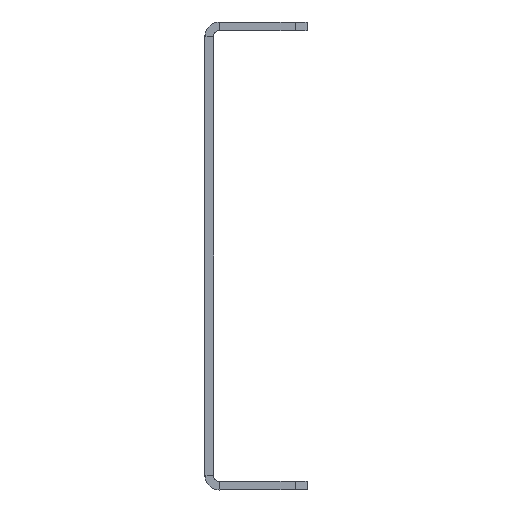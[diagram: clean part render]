
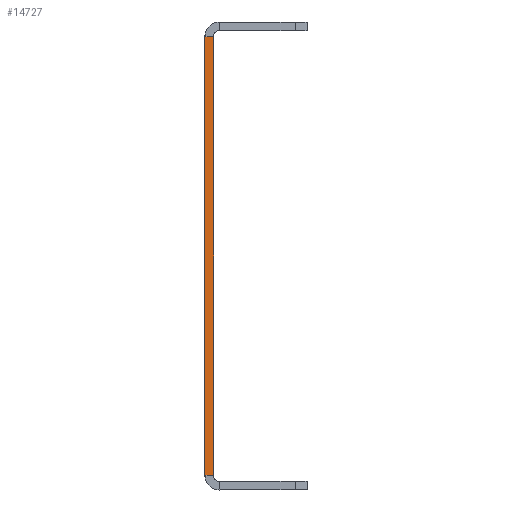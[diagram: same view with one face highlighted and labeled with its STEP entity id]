
A CAD part, left-side view. The second image highlights one B-rep face of the part: STEP entity #14727.
In plain terms, the highlighted planar face has unit normal (-1, 0, 0).
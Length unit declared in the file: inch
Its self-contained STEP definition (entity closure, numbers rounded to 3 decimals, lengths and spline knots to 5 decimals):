
#745=FACE_OUTER_BOUND('',#1633,.T.);
#1633=EDGE_LOOP('',(#11592,#11593,#11594,#11595));
#2392=LINE('',#21877,#3906);
#2765=LINE('',#23361,#4279);
#3017=LINE('',#24413,#4531);
#3068=LINE('',#24516,#4582);
#3906=VECTOR('',#17190,2.344);
#4279=VECTOR('',#18273,2.344);
#4531=VECTOR('',#19007,0.046);
#4582=VECTOR('',#19112,0.046);
#6282=VERTEX_POINT('',#21874);
#6283=VERTEX_POINT('',#21876);
#6776=VERTEX_POINT('',#23083);
#6787=VERTEX_POINT('',#23360);
#7764=EDGE_CURVE('',#6282,#6283,#2392,.T.);
#8391=EDGE_CURVE('',#6787,#6776,#2765,.T.);
#8883=EDGE_CURVE('',#6776,#6283,#3017,.T.);
#8934=EDGE_CURVE('',#6787,#6282,#3068,.T.);
#11592=ORIENTED_EDGE('',*,*,#8883,.T.);
#11593=ORIENTED_EDGE('',*,*,#7764,.F.);
#11594=ORIENTED_EDGE('',*,*,#8934,.F.);
#11595=ORIENTED_EDGE('',*,*,#8391,.T.);
#14271=PLANE('',#16065);
#14727=ADVANCED_FACE('',(#745),#14271,.F.);
#16065=AXIS2_PLACEMENT_3D('',#24515,#19110,#19111);
#17190=DIRECTION('',(0.,0.,1.));
#18273=DIRECTION('',(0.,0.,1.));
#19007=DIRECTION('',(0.,1.,0.));
#19110=DIRECTION('center_axis',(1.,0.,0.));
#19111=DIRECTION('ref_axis',(0.,0.,-1.));
#19112=DIRECTION('',(0.,1.,0.));
#21874=CARTESIAN_POINT('',(-1.04194,0.046,-0.53619));
#21876=CARTESIAN_POINT('',(-1.04194,0.046,1.80781));
#21877=CARTESIAN_POINT('',(-1.04194,0.046,-0.53619));
#23083=CARTESIAN_POINT('',(-1.04194,0.,1.80781));
#23360=CARTESIAN_POINT('',(-1.04194,0.,-0.53619));
#23361=CARTESIAN_POINT('',(-1.04194,0.,-0.53619));
#24413=CARTESIAN_POINT('',(-1.04194,0.,1.80781));
#24515=CARTESIAN_POINT('Origin',(-1.04194,0.046,-0.61419));
#24516=CARTESIAN_POINT('',(-1.04194,0.,-0.53619));
